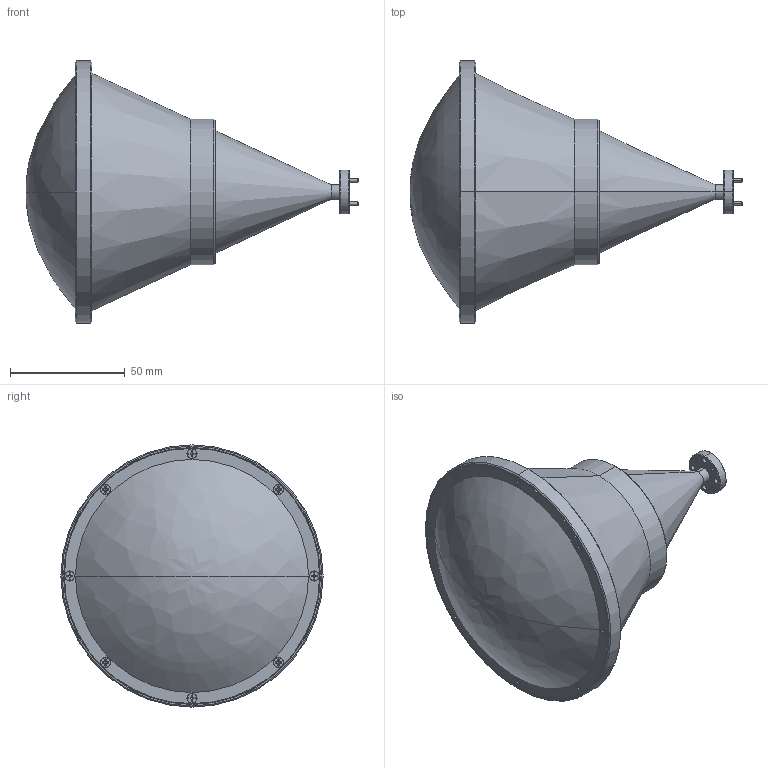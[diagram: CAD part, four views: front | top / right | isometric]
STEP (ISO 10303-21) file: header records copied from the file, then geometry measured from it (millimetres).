
FILE_DESCRIPTION (( 'STEP AP203' ), '1' );
FILE_NAME ('AL-CE36-125-A.STEP', '2022-03-08T23:35:26', ( '' ), ( '' ), 'SwSTEP 2.0', 'SolidWorks 2021', '' );
FILE_SCHEMA (( 'CONFIG_CONTROL_DESIGN' ));
Length unit declared in the file: millimetre
Products named in the file (1): AL-CE36-125-A
Bounding box: 144.72 x 114.3 x 114.3 mm (x, y, z)
Volume: 480101.2 mm3; surface area: 40927.9 mm2
Topology: 11 solids, 11 shells, 420 faces, 1074 edges, 675 vertices
Faces by surface type: plane 170, cylinder 152, cone 96, bspline 2
Entity records: 12897 total; most frequent: CARTESIAN_POINT 2866, DIRECTION 2086, ORIENTED_EDGE 2080, EDGE_CURVE 1040, AXIS2_PLACEMENT_3D 821, VERTEX_POINT 675, EDGE_LOOP 485, LINE 444
